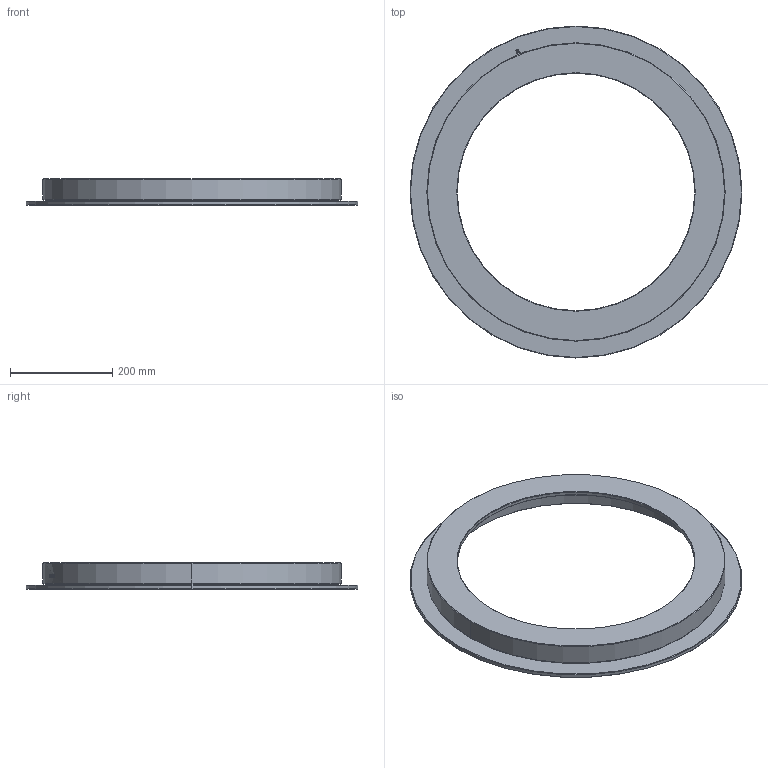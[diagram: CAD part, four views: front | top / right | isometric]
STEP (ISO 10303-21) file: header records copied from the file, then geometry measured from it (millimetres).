
FILE_DESCRIPTION (( 'STEP AP214' ), '1' );
FILE_NAME ('Z.650.14.STEP', '2015-11-25T12:19:37', ( '' ), ( '' ), 'SwSTEP 2.0', 'SolidWorks 2015', '' );
FILE_SCHEMA (( 'AUTOMOTIVE_DESIGN' ));
Length unit declared in the file: millimetre
Products named in the file (5): Grease nipple M6x1mm; Ball D14; Z.650.14 - OR; Z.650.14 - IR; Z.650.14
Assembly tree (103 placements, depth 2):
  Z.650.14
    Z.650.14 - IR
    Z.650.14 - OR
    Ball D14  x100
    Grease nipple M6x1mm
Bounding box: 650 x 650 x 52 mm (x, y, z)
Volume: 3029183.5 mm3; surface area: 781671.1 mm2
Topology: 103 solids, 103 shells, 301 faces, 912 edges, 620 vertices
Faces by surface type: sphere 200, torus 33, cone 30, cylinder 22, plane 16
Entity records: 3904 total; most frequent: CARTESIAN_POINT 757, DIRECTION 736, ORIENTED_EDGE 428, AXIS2_PLACEMENT_3D 345, EDGE_CURVE 214, CIRCLE 136, VERTEX_POINT 122, EDGE_LOOP 114
